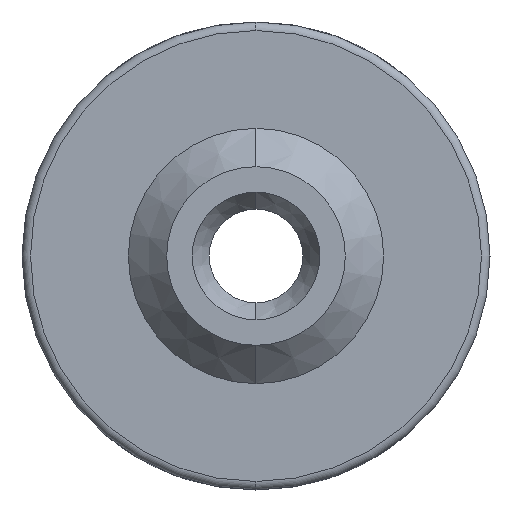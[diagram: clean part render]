
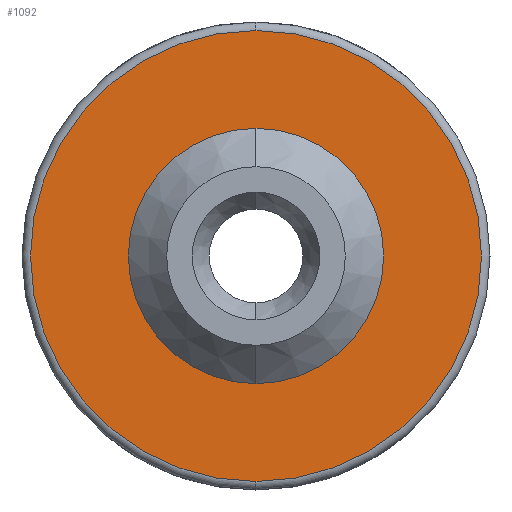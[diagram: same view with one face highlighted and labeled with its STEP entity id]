
A CAD part, left-side view. The second image highlights one B-rep face of the part: STEP entity #1092.
In plain terms, the highlighted planar face has unit normal (-1, 0, 0).
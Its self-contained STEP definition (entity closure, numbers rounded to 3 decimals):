
#14 = CARTESIAN_POINT ( 'NONE',  ( -44., 0., 0. ) ) ;
#34 = DIRECTION ( 'NONE',  ( 0., 0., 1. ) ) ;
#45 = CARTESIAN_POINT ( 'NONE',  ( -44., 0., 2.6 ) ) ;
#108 = DIRECTION ( 'NONE',  ( -1., 0., 0. ) ) ;
#123 = CARTESIAN_POINT ( 'NONE',  ( -44., 0., -5.3 ) ) ;
#134 = CIRCLE ( 'NONE', #1012, 5.3 ) ;
#189 = CIRCLE ( 'NONE', #221, 5.3 ) ;
#203 = PLANE ( 'NONE',  #331 ) ;
#221 = AXIS2_PLACEMENT_3D ( 'NONE', #679, #108, #34 ) ;
#242 = VERTEX_POINT ( 'NONE', #45 ) ;
#256 = EDGE_CURVE ( 'NONE', #242, #721, #667, .T. ) ;
#319 = DIRECTION ( 'NONE',  ( -1., 0., 0. ) ) ;
#331 = AXIS2_PLACEMENT_3D ( 'NONE', #123, #1035, #872 ) ;
#371 = CARTESIAN_POINT ( 'NONE',  ( -44., 0., 5.3 ) ) ;
#383 = DIRECTION ( 'NONE',  ( 0., 0., 1. ) ) ;
#430 = ORIENTED_EDGE ( 'NONE', *, *, #992, .T. ) ;
#519 = DIRECTION ( 'NONE',  ( 0., 0., 1. ) ) ;
#535 = ORIENTED_EDGE ( 'NONE', *, *, #256, .F. ) ;
#658 = DIRECTION ( 'NONE',  ( 0., 0., 1. ) ) ;
#667 = CIRCLE ( 'NONE', #858, 2.6 ) ;
#679 = CARTESIAN_POINT ( 'NONE',  ( -44., 0., 0. ) ) ;
#695 = ORIENTED_EDGE ( 'NONE', *, *, #797, .F. ) ;
#699 = ORIENTED_EDGE ( 'NONE', *, *, #983, .T. ) ;
#715 = FACE_OUTER_BOUND ( 'NONE', #962, .T. ) ;
#718 = CARTESIAN_POINT ( 'NONE',  ( -44., 0., 0. ) ) ;
#721 = VERTEX_POINT ( 'NONE', #833 ) ;
#728 = CIRCLE ( 'NONE', #842, 2.6 ) ;
#738 = DIRECTION ( 'NONE',  ( -1., 0., 0. ) ) ;
#741 = CARTESIAN_POINT ( 'NONE',  ( -44., 0., 0. ) ) ;
#773 = EDGE_LOOP ( 'NONE', ( #535, #695 ) ) ;
#778 = VERTEX_POINT ( 'NONE', #920 ) ;
#797 = EDGE_CURVE ( 'NONE', #721, #242, #728, .T. ) ;
#833 = CARTESIAN_POINT ( 'NONE',  ( -44., 0., -2.6 ) ) ;
#842 = AXIS2_PLACEMENT_3D ( 'NONE', #741, #319, #658 ) ;
#858 = AXIS2_PLACEMENT_3D ( 'NONE', #718, #738, #383 ) ;
#860 = DIRECTION ( 'NONE',  ( -1., 0., 0. ) ) ;
#869 = FACE_BOUND ( 'NONE', #773, .T. ) ;
#872 = DIRECTION ( 'NONE',  ( 0., 0., -1. ) ) ;
#920 = CARTESIAN_POINT ( 'NONE',  ( -44., 0., -5.3 ) ) ;
#962 = EDGE_LOOP ( 'NONE', ( #430, #699 ) ) ;
#983 = EDGE_CURVE ( 'NONE', #778, #1013, #134, .T. ) ;
#992 = EDGE_CURVE ( 'NONE', #1013, #778, #189, .T. ) ;
#1012 = AXIS2_PLACEMENT_3D ( 'NONE', #14, #860, #519 ) ;
#1013 = VERTEX_POINT ( 'NONE', #371 ) ;
#1035 = DIRECTION ( 'NONE',  ( 1., 0., 0. ) ) ;
#1092 = ADVANCED_FACE ( 'NONE', ( #869, #715 ), #203, .F. ) ;
